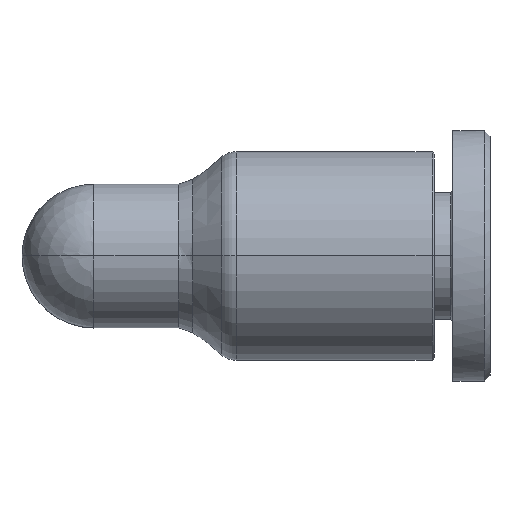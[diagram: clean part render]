
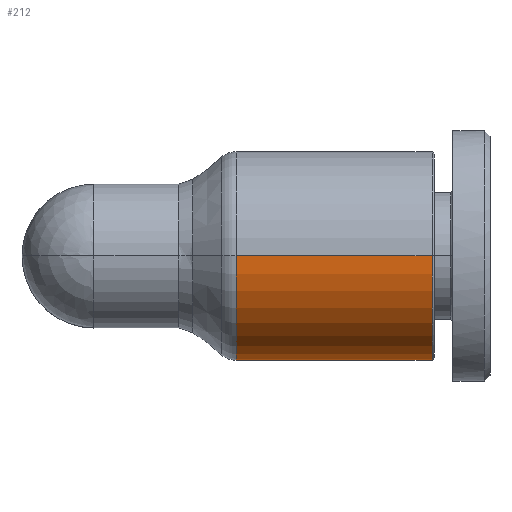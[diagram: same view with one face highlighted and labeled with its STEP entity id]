
A CAD part, top view. The second image highlights one B-rep face of the part: STEP entity #212.
In plain terms, the highlighted cylindrical face has radius 4.5 mm (diameter 9 mm), a partial arc.
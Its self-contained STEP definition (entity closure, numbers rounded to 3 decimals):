
#171=CARTESIAN_POINT('',(3.25,0.,0.));
#172=DIRECTION('',(1.0,0.,0.));
#173=DIRECTION('',(0.0,0.0,1.0));
#174=AXIS2_PLACEMENT_3D('',#171,#172,#173);
#175=CYLINDRICAL_SURFACE('',#174,4.5);
#176=CARTESIAN_POINT('',(-0.257,0.,4.5));
#177=VERTEX_POINT('',#176);
#178=CARTESIAN_POINT('',(8.2,0.,4.5));
#179=VERTEX_POINT('',#178);
#180=CARTESIAN_POINT('',(-0.257,0.,4.5));
#181=DIRECTION('',(1.0,0.0,0.0));
#182=VECTOR('',#181,8.457);
#183=LINE('',#180,#182);
#184=EDGE_CURVE('',#177,#179,#183,.T.);
#185=ORIENTED_EDGE('',*,*,#184,.F.);
#186=CARTESIAN_POINT('',(-0.257,0.,-4.5));
#187=VERTEX_POINT('',#186);
#188=CARTESIAN_POINT('',(-0.257,0.,0.));
#189=DIRECTION('',(-1.0,0.0,0.0));
#190=DIRECTION('',(0.0,0.0,-1.0));
#191=AXIS2_PLACEMENT_3D('',#188,#189,#190);
#192=CIRCLE('',#191,4.5);
#193=EDGE_CURVE('',#187,#177,#192,.T.);
#194=ORIENTED_EDGE('',*,*,#193,.F.);
#195=CARTESIAN_POINT('',(8.2,0.,-4.5));
#196=VERTEX_POINT('',#195);
#197=CARTESIAN_POINT('',(8.2,0.,-4.5));
#198=DIRECTION('',(-1.0,0.0,0.0));
#199=VECTOR('',#198,8.457);
#200=LINE('',#197,#199);
#201=EDGE_CURVE('',#196,#187,#200,.T.);
#202=ORIENTED_EDGE('',*,*,#201,.F.);
#203=CARTESIAN_POINT('',(8.2,0.,0.));
#204=DIRECTION('',(1.0,0.0,0.0));
#205=DIRECTION('',(0.0,0.0,-1.0));
#206=AXIS2_PLACEMENT_3D('',#203,#204,#205);
#207=CIRCLE('',#206,4.5);
#208=EDGE_CURVE('',#179,#196,#207,.T.);
#209=ORIENTED_EDGE('',*,*,#208,.F.);
#210=EDGE_LOOP('',(#185,#194,#202,#209));
#211=FACE_OUTER_BOUND('',#210,.T.);
#212=ADVANCED_FACE('',(#211),#175,.T.);
